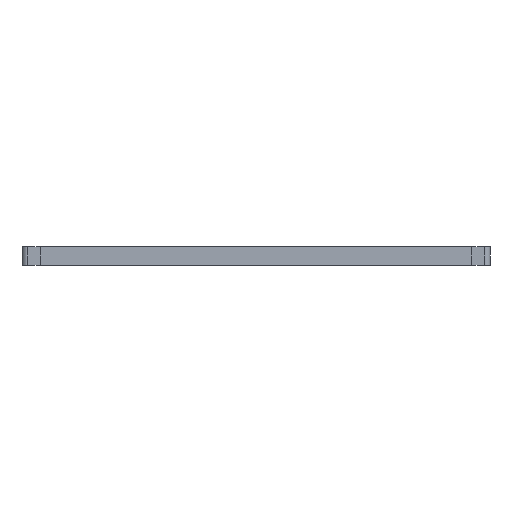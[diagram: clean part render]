
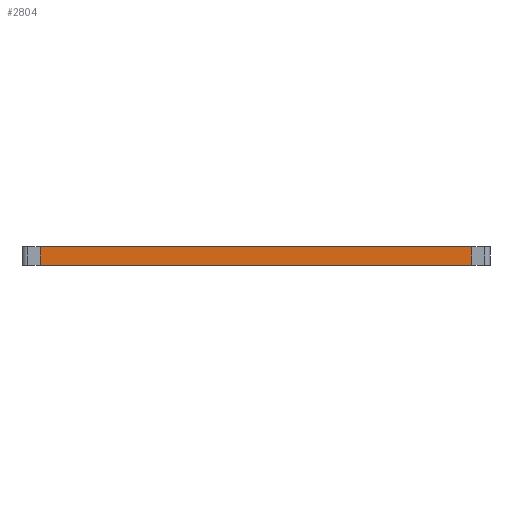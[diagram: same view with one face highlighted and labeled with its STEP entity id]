
A CAD part, front view. The second image highlights one B-rep face of the part: STEP entity #2804.
In plain terms, the highlighted planar face has unit normal (0, -1, 0).
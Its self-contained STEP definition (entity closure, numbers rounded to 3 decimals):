
#192 = LINE ( 'NONE', #2979, #280 ) ;
#280 = VECTOR ( 'NONE', #2700, 1000. ) ;
#313 = CARTESIAN_POINT ( 'NONE',  ( 80., -130., 6.8 ) ) ;
#566 = VERTEX_POINT ( 'NONE', #313 ) ;
#618 = CARTESIAN_POINT ( 'NONE',  ( -80., -130., 6.8 ) ) ;
#639 = CARTESIAN_POINT ( 'NONE',  ( -80., -130., 6.8 ) ) ;
#791 = VECTOR ( 'NONE', #1153, 1000. ) ;
#901 = CARTESIAN_POINT ( 'NONE',  ( -80., -130., 6.8 ) ) ;
#1020 = DIRECTION ( 'NONE',  ( 0., 0., -1. ) ) ;
#1032 = LINE ( 'NONE', #2551, #791 ) ;
#1049 = EDGE_CURVE ( 'NONE', #2749, #1890, #1032, .T. ) ;
#1153 = DIRECTION ( 'NONE',  ( 0., 0., -1. ) ) ;
#1223 = EDGE_CURVE ( 'NONE', #566, #2105, #2394, .T. ) ;
#1478 = CARTESIAN_POINT ( 'NONE',  ( 80., -130., 6.8 ) ) ;
#1583 = AXIS2_PLACEMENT_3D ( 'NONE', #901, #3409, #1726 ) ;
#1707 = DIRECTION ( 'NONE',  ( 1., 0., 0. ) ) ;
#1726 = DIRECTION ( 'NONE',  ( 0., 0., 1. ) ) ;
#1890 = VERTEX_POINT ( 'NONE', #2889 ) ;
#2000 = ORIENTED_EDGE ( 'NONE', *, *, #1223, .F. ) ;
#2105 = VERTEX_POINT ( 'NONE', #2196 ) ;
#2131 = LINE ( 'NONE', #639, #2651 ) ;
#2196 = CARTESIAN_POINT ( 'NONE',  ( 80., -130., 0. ) ) ;
#2204 = ORIENTED_EDGE ( 'NONE', *, *, #2320, .F. ) ;
#2320 = EDGE_CURVE ( 'NONE', #2749, #566, #2131, .T. ) ;
#2394 = LINE ( 'NONE', #1478, #3391 ) ;
#2518 = ORIENTED_EDGE ( 'NONE', *, *, #1049, .T. ) ;
#2551 = CARTESIAN_POINT ( 'NONE',  ( -80., -130., 6.8 ) ) ;
#2612 = EDGE_LOOP ( 'NONE', ( #2940, #2000, #2204, #2518 ) ) ;
#2651 = VECTOR ( 'NONE', #1707, 1000. ) ;
#2700 = DIRECTION ( 'NONE',  ( 1., 0., 0. ) ) ;
#2749 = VERTEX_POINT ( 'NONE', #618 ) ;
#2804 = ADVANCED_FACE ( 'NONE', ( #3506 ), #3393, .F. ) ;
#2889 = CARTESIAN_POINT ( 'NONE',  ( -80., -130., 0. ) ) ;
#2940 = ORIENTED_EDGE ( 'NONE', *, *, #3079, .T. ) ;
#2979 = CARTESIAN_POINT ( 'NONE',  ( -80., -130., 0. ) ) ;
#3079 = EDGE_CURVE ( 'NONE', #1890, #2105, #192, .T. ) ;
#3391 = VECTOR ( 'NONE', #1020, 1000. ) ;
#3393 = PLANE ( 'NONE',  #1583 ) ;
#3409 = DIRECTION ( 'NONE',  ( 0., 1., 0. ) ) ;
#3506 = FACE_OUTER_BOUND ( 'NONE', #2612, .T. ) ;
